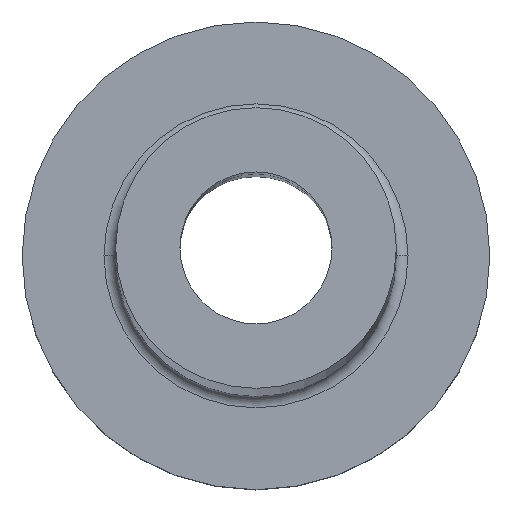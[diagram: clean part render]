
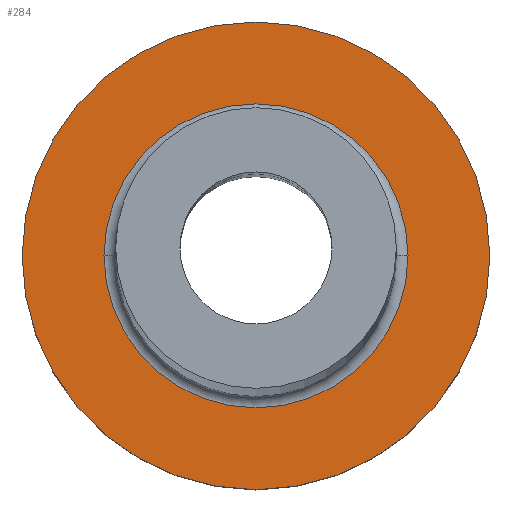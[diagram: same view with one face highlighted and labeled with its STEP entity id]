
A CAD part, top view. The second image highlights one B-rep face of the part: STEP entity #284.
In plain terms, the highlighted planar face has unit normal (0, 0, 1).
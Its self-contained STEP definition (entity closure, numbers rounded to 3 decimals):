
#2 = DIRECTION ( 'NONE',  ( 0., 0., 1. ) ) ;
#10 = CARTESIAN_POINT ( 'NONE',  ( 0., 0., 7. ) ) ;
#13 = DIRECTION ( 'NONE',  ( 1., 0., 0. ) ) ;
#16 = ORIENTED_EDGE ( 'NONE', *, *, #220, .T. ) ;
#20 = EDGE_LOOP ( 'NONE', ( #16, #319 ) ) ;
#53 = VERTEX_POINT ( 'NONE', #204 ) ;
#65 = CARTESIAN_POINT ( 'NONE',  ( 0., 0., 7. ) ) ;
#74 = PLANE ( 'NONE',  #223 ) ;
#80 = ORIENTED_EDGE ( 'NONE', *, *, #230, .T. ) ;
#83 = CIRCLE ( 'NONE', #398, 10. ) ;
#103 = FACE_BOUND ( 'NONE', #20, .T. ) ;
#121 = DIRECTION ( 'NONE',  ( 0., 0., 1. ) ) ;
#153 = EDGE_CURVE ( 'NONE', #406, #259, #444, .T. ) ;
#169 = CARTESIAN_POINT ( 'NONE',  ( 0., 0., 7. ) ) ;
#173 = CARTESIAN_POINT ( 'NONE',  ( 6.5, 0., 7. ) ) ;
#204 = CARTESIAN_POINT ( 'NONE',  ( -6.5, 0., 7. ) ) ;
#207 = DIRECTION ( 'NONE',  ( 1., 0., 0. ) ) ;
#218 = DIRECTION ( 'NONE',  ( 0., 0., -1. ) ) ;
#220 = EDGE_CURVE ( 'NONE', #293, #53, #344, .T. ) ;
#223 = AXIS2_PLACEMENT_3D ( 'NONE', #316, #389, #241 ) ;
#227 = ORIENTED_EDGE ( 'NONE', *, *, #153, .T. ) ;
#230 = EDGE_CURVE ( 'NONE', #259, #406, #83, .T. ) ;
#234 = DIRECTION ( 'NONE',  ( 0., 0., -1. ) ) ;
#240 = DIRECTION ( 'NONE',  ( 1., 0., 0. ) ) ;
#241 = DIRECTION ( 'NONE',  ( 1., 0., 0. ) ) ;
#259 = VERTEX_POINT ( 'NONE', #428 ) ;
#270 = AXIS2_PLACEMENT_3D ( 'NONE', #358, #218, #13 ) ;
#281 = AXIS2_PLACEMENT_3D ( 'NONE', #169, #234, #240 ) ;
#284 = ADVANCED_FACE ( 'NONE', ( #103, #381 ), #74, .T. ) ;
#290 = CARTESIAN_POINT ( 'NONE',  ( -10., 0., 7. ) ) ;
#293 = VERTEX_POINT ( 'NONE', #173 ) ;
#296 = EDGE_LOOP ( 'NONE', ( #227, #80 ) ) ;
#316 = CARTESIAN_POINT ( 'NONE',  ( 0., 0., 7. ) ) ;
#319 = ORIENTED_EDGE ( 'NONE', *, *, #402, .T. ) ;
#321 = DIRECTION ( 'NONE',  ( 1., 0., 0. ) ) ;
#344 = CIRCLE ( 'NONE', #281, 6.5 ) ;
#358 = CARTESIAN_POINT ( 'NONE',  ( 0., 0., 7. ) ) ;
#370 = AXIS2_PLACEMENT_3D ( 'NONE', #10, #121, #207 ) ;
#381 = FACE_OUTER_BOUND ( 'NONE', #296, .T. ) ;
#389 = DIRECTION ( 'NONE',  ( 0., 0., 1. ) ) ;
#398 = AXIS2_PLACEMENT_3D ( 'NONE', #65, #2, #321 ) ;
#402 = EDGE_CURVE ( 'NONE', #53, #293, #456, .T. ) ;
#406 = VERTEX_POINT ( 'NONE', #290 ) ;
#428 = CARTESIAN_POINT ( 'NONE',  ( 10., 0., 7. ) ) ;
#444 = CIRCLE ( 'NONE', #370, 10. ) ;
#456 = CIRCLE ( 'NONE', #270, 6.5 ) ;
